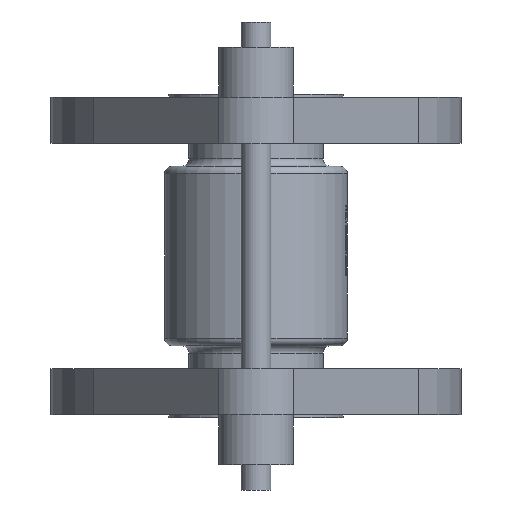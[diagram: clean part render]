
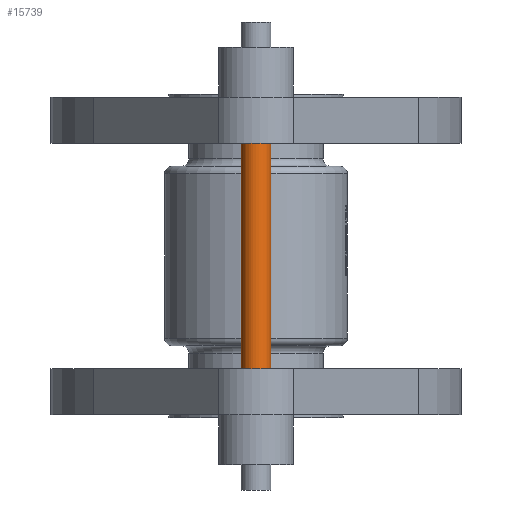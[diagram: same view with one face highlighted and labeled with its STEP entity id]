
A CAD part, front view. The second image highlights one B-rep face of the part: STEP entity #15739.
In plain terms, the highlighted cylindrical face has radius 6 mm (diameter 12 mm), a partial arc.
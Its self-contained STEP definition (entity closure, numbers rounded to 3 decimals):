
#428 = CARTESIAN_POINT ( 'NONE',  ( 6., -104., -18.5 ) ) ;
#1537 = DIRECTION ( 'NONE',  ( 1., 0., 0. ) ) ;
#2348 = CARTESIAN_POINT ( 'NONE',  ( -6., -104., -109.1 ) ) ;
#6850 = VERTEX_POINT ( 'NONE', #28488 ) ;
#6998 = LINE ( 'NONE', #14054, #18543 ) ;
#7707 = VERTEX_POINT ( 'NONE', #2348 ) ;
#7778 = DIRECTION ( 'NONE',  ( 1., 0., 0. ) ) ;
#8271 = DIRECTION ( 'NONE',  ( 0., 0., 1. ) ) ;
#11429 = ORIENTED_EDGE ( 'NONE', *, *, #20510, .F. ) ;
#12232 = VECTOR ( 'NONE', #23411, 1000. ) ;
#12399 = ORIENTED_EDGE ( 'NONE', *, *, #28463, .T. ) ;
#12757 = AXIS2_PLACEMENT_3D ( 'NONE', #30572, #25359, #30746 ) ;
#13903 = CIRCLE ( 'NONE', #32159, 6. ) ;
#13985 = DIRECTION ( 'NONE',  ( 0., 0., 1. ) ) ;
#14054 = CARTESIAN_POINT ( 'NONE',  ( 6., -104., -157.8 ) ) ;
#15739 = ADVANCED_FACE ( 'NONE', ( #27647 ), #17691, .T. ) ;
#16581 = ORIENTED_EDGE ( 'NONE', *, *, #20816, .F. ) ;
#17484 = AXIS2_PLACEMENT_3D ( 'NONE', #30992, #13985, #1537 ) ;
#17691 = CYLINDRICAL_SURFACE ( 'NONE', #12757, 6. ) ;
#18543 = VECTOR ( 'NONE', #21916, 1000. ) ;
#20248 = CARTESIAN_POINT ( 'NONE',  ( 0., -104., -109.1 ) ) ;
#20510 = EDGE_CURVE ( 'NONE', #7707, #27501, #25683, .T. ) ;
#20554 = EDGE_CURVE ( 'NONE', #6850, #28431, #6998, .T. ) ;
#20629 = CARTESIAN_POINT ( 'NONE',  ( -6., -104., -157.8 ) ) ;
#20816 = EDGE_CURVE ( 'NONE', #27501, #28431, #28956, .T. ) ;
#21916 = DIRECTION ( 'NONE',  ( 0., 0., 1. ) ) ;
#23411 = DIRECTION ( 'NONE',  ( 0., 0., 1. ) ) ;
#25359 = DIRECTION ( 'NONE',  ( 0., 0., 1. ) ) ;
#25683 = LINE ( 'NONE', #20629, #12232 ) ;
#27501 = VERTEX_POINT ( 'NONE', #30842 ) ;
#27647 = FACE_OUTER_BOUND ( 'NONE', #29749, .T. ) ;
#28431 = VERTEX_POINT ( 'NONE', #428 ) ;
#28463 = EDGE_CURVE ( 'NONE', #7707, #6850, #13903, .T. ) ;
#28488 = CARTESIAN_POINT ( 'NONE',  ( 6., -104., -109.1 ) ) ;
#28956 = CIRCLE ( 'NONE', #17484, 6. ) ;
#29749 = EDGE_LOOP ( 'NONE', ( #12399, #31962, #16581, #11429 ) ) ;
#30572 = CARTESIAN_POINT ( 'NONE',  ( 0., -104., -157.8 ) ) ;
#30746 = DIRECTION ( 'NONE',  ( -1., 0., 0. ) ) ;
#30842 = CARTESIAN_POINT ( 'NONE',  ( -6., -104., -18.5 ) ) ;
#30992 = CARTESIAN_POINT ( 'NONE',  ( 0., -104., -18.5 ) ) ;
#31962 = ORIENTED_EDGE ( 'NONE', *, *, #20554, .T. ) ;
#32159 = AXIS2_PLACEMENT_3D ( 'NONE', #20248, #8271, #7778 ) ;
